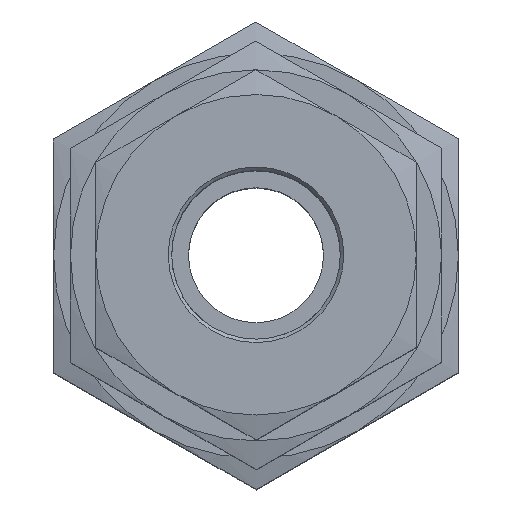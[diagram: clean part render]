
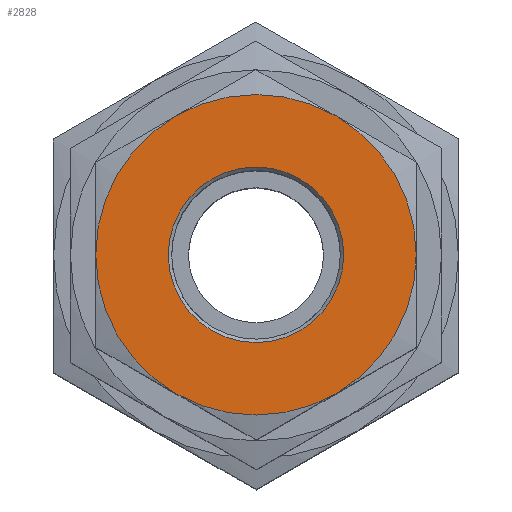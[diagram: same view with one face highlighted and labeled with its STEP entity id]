
A CAD part, top view. The second image highlights one B-rep face of the part: STEP entity #2828.
In plain terms, the highlighted planar face has unit normal (0, 0, 1).
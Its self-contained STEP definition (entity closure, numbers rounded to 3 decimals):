
#2732=CARTESIAN_POINT('',(5.2,0.,15.5));
#2733=VERTEX_POINT('',#2732);
#2734=CARTESIAN_POINT('',(0.0,0.0,15.5));
#2735=DIRECTION('',(0.0,0.0,1.0));
#2736=DIRECTION('',(-1.0,0.0,0.0));
#2737=AXIS2_PLACEMENT_3D('',#2734,#2735,#2736);
#2738=CIRCLE('',#2737,5.2);
#2739=EDGE_CURVE('',#2733,#2733,#2738,.T.);
#2764=CARTESIAN_POINT('',(0.,0.,15.5));
#2765=DIRECTION('',(0.0,0.0,1.0));
#2766=DIRECTION('',(1.0,0.0,0.0));
#2767=AXIS2_PLACEMENT_3D('',#2764,#2765,#2766);
#2768=PLANE('',#2767);
#2769=CARTESIAN_POINT('',(-4.75,-8.227,15.5));
#2770=VERTEX_POINT('',#2769);
#2771=CARTESIAN_POINT('',(4.75,-8.227,15.5));
#2772=VERTEX_POINT('',#2771);
#2773=CARTESIAN_POINT('',(0.0,0.0,15.5));
#2774=DIRECTION('',(0.0,0.0,1.0));
#2775=DIRECTION('',(-0.5,-0.866,0.0));
#2776=AXIS2_PLACEMENT_3D('',#2773,#2774,#2775);
#2777=CIRCLE('',#2776,9.5);
#2778=EDGE_CURVE('',#2770,#2772,#2777,.T.);
#2779=ORIENTED_EDGE('',*,*,#2778,.T.);
#2780=CARTESIAN_POINT('',(9.5,0.,15.5));
#2781=VERTEX_POINT('',#2780);
#2782=CARTESIAN_POINT('',(0.0,0.0,15.5));
#2783=DIRECTION('',(0.0,0.0,1.0));
#2784=DIRECTION('',(-0.5,-0.866,0.0));
#2785=AXIS2_PLACEMENT_3D('',#2782,#2783,#2784);
#2786=CIRCLE('',#2785,9.5);
#2787=EDGE_CURVE('',#2772,#2781,#2786,.T.);
#2788=ORIENTED_EDGE('',*,*,#2787,.T.);
#2789=CARTESIAN_POINT('',(4.75,8.227,15.5));
#2790=VERTEX_POINT('',#2789);
#2791=CARTESIAN_POINT('',(0.0,0.0,15.5));
#2792=DIRECTION('',(0.0,0.0,1.0));
#2793=DIRECTION('',(-0.5,-0.866,0.0));
#2794=AXIS2_PLACEMENT_3D('',#2791,#2792,#2793);
#2795=CIRCLE('',#2794,9.5);
#2796=EDGE_CURVE('',#2781,#2790,#2795,.T.);
#2797=ORIENTED_EDGE('',*,*,#2796,.T.);
#2798=CARTESIAN_POINT('',(-4.75,8.227,15.5));
#2799=VERTEX_POINT('',#2798);
#2800=CARTESIAN_POINT('',(0.0,0.0,15.5));
#2801=DIRECTION('',(0.0,0.0,1.0));
#2802=DIRECTION('',(-0.5,-0.866,0.0));
#2803=AXIS2_PLACEMENT_3D('',#2800,#2801,#2802);
#2804=CIRCLE('',#2803,9.5);
#2805=EDGE_CURVE('',#2790,#2799,#2804,.T.);
#2806=ORIENTED_EDGE('',*,*,#2805,.T.);
#2807=CARTESIAN_POINT('',(-9.5,0.0,15.5));
#2808=VERTEX_POINT('',#2807);
#2809=CARTESIAN_POINT('',(0.0,0.0,15.5));
#2810=DIRECTION('',(0.0,0.0,1.0));
#2811=DIRECTION('',(-0.5,-0.866,0.0));
#2812=AXIS2_PLACEMENT_3D('',#2809,#2810,#2811);
#2813=CIRCLE('',#2812,9.5);
#2814=EDGE_CURVE('',#2799,#2808,#2813,.T.);
#2815=ORIENTED_EDGE('',*,*,#2814,.T.);
#2816=CARTESIAN_POINT('',(0.0,0.0,15.5));
#2817=DIRECTION('',(0.0,0.0,1.0));
#2818=DIRECTION('',(-0.5,-0.866,0.0));
#2819=AXIS2_PLACEMENT_3D('',#2816,#2817,#2818);
#2820=CIRCLE('',#2819,9.5);
#2821=EDGE_CURVE('',#2808,#2770,#2820,.T.);
#2822=ORIENTED_EDGE('',*,*,#2821,.T.);
#2823=EDGE_LOOP('',(#2779,#2788,#2797,#2806,#2815,#2822));
#2824=FACE_OUTER_BOUND('',#2823,.T.);
#2825=ORIENTED_EDGE('',*,*,#2739,.F.);
#2826=EDGE_LOOP('',(#2825));
#2827=FACE_BOUND('',#2826,.T.);
#2828=ADVANCED_FACE('',(#2824,#2827),#2768,.T.);
